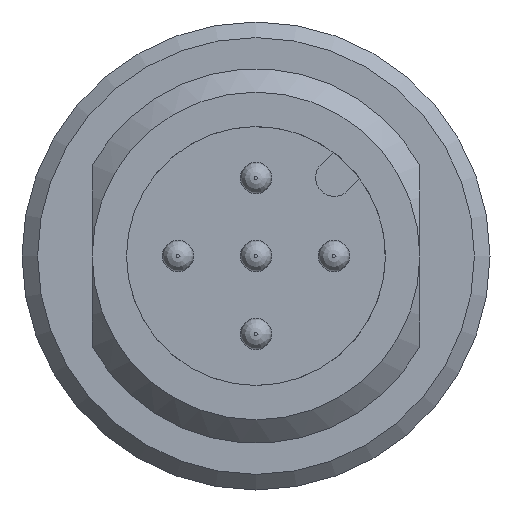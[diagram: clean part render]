
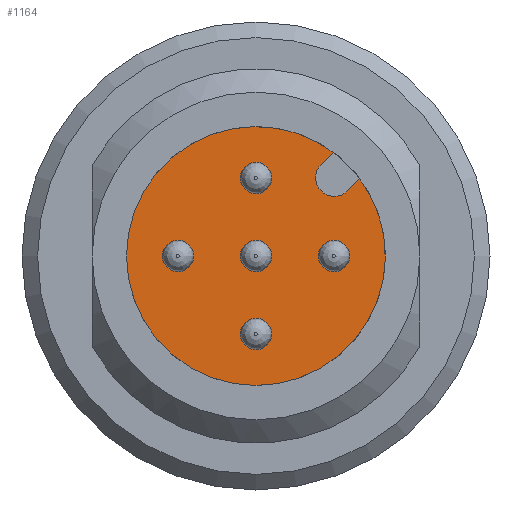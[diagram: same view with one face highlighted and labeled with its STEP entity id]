
A CAD part, left-side view. The second image highlights one B-rep face of the part: STEP entity #1164.
In plain terms, the highlighted planar face has unit normal (-1, 0, 0).
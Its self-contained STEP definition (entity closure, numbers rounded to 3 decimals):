
#566=CARTESIAN_POINT('',(-7.2,-3.0,0.));
#567=VERTEX_POINT('',#566);
#568=CARTESIAN_POINT('',(-7.2,-2.5,0.));
#569=DIRECTION('',(1.0,0.0,0.0));
#570=DIRECTION('',(0.0,1.0,0.0));
#571=AXIS2_PLACEMENT_3D('',#568,#569,#570);
#572=CIRCLE('',#571,0.5);
#573=EDGE_CURVE('',#567,#567,#572,.T.);
#671=CARTESIAN_POINT('',(-7.2,-0.5,-2.5));
#672=VERTEX_POINT('',#671);
#673=CARTESIAN_POINT('',(-7.2,0.,-2.5));
#674=DIRECTION('',(1.0,0.0,0.0));
#675=DIRECTION('',(0.0,1.0,0.0));
#676=AXIS2_PLACEMENT_3D('',#673,#674,#675);
#677=CIRCLE('',#676,0.5);
#678=EDGE_CURVE('',#672,#672,#677,.T.);
#776=CARTESIAN_POINT('',(-7.2,-0.5,0.));
#777=VERTEX_POINT('',#776);
#778=CARTESIAN_POINT('',(-7.2,0.0,0.0));
#779=DIRECTION('',(1.0,0.0,0.0));
#780=DIRECTION('',(0.0,1.0,0.0));
#781=AXIS2_PLACEMENT_3D('',#778,#779,#780);
#782=CIRCLE('',#781,0.5);
#783=EDGE_CURVE('',#777,#777,#782,.T.);
#881=CARTESIAN_POINT('',(-7.2,-0.5,2.5));
#882=VERTEX_POINT('',#881);
#883=CARTESIAN_POINT('',(-7.2,0.,2.5));
#884=DIRECTION('',(1.0,0.0,0.0));
#885=DIRECTION('',(0.0,1.0,0.0));
#886=AXIS2_PLACEMENT_3D('',#883,#884,#885);
#887=CIRCLE('',#886,0.5);
#888=EDGE_CURVE('',#882,#882,#887,.T.);
#986=CARTESIAN_POINT('',(-7.2,2.0,0.));
#987=VERTEX_POINT('',#986);
#988=CARTESIAN_POINT('',(-7.2,2.5,0.));
#989=DIRECTION('',(1.0,0.0,0.0));
#990=DIRECTION('',(0.0,1.0,0.0));
#991=AXIS2_PLACEMENT_3D('',#988,#989,#990);
#992=CIRCLE('',#991,0.5);
#993=EDGE_CURVE('',#987,#987,#992,.T.);
#1025=CARTESIAN_POINT('',(-7.2,-2.479,3.328));
#1026=VERTEX_POINT('',#1025);
#1033=CARTESIAN_POINT('',(-7.2,-2.086,2.934));
#1034=VERTEX_POINT('',#1033);
#1035=CARTESIAN_POINT('',(-7.2,-2.086,2.934));
#1036=DIRECTION('',(0.0,-0.707,0.707));
#1037=VECTOR('',#1036,0.556);
#1038=LINE('',#1035,#1037);
#1039=EDGE_CURVE('',#1034,#1026,#1038,.T.);
#1065=CARTESIAN_POINT('',(-7.2,-2.934,2.086));
#1066=VERTEX_POINT('',#1065);
#1073=CARTESIAN_POINT('',(-7.2,-3.328,2.479));
#1074=VERTEX_POINT('',#1073);
#1075=CARTESIAN_POINT('',(-7.2,-3.328,2.479));
#1076=DIRECTION('',(0.0,0.707,-0.707));
#1077=VECTOR('',#1076,0.556);
#1078=LINE('',#1075,#1077);
#1079=EDGE_CURVE('',#1074,#1066,#1078,.T.);
#1103=CARTESIAN_POINT('',(-7.2,-2.51,2.51));
#1104=DIRECTION('',(1.0,0.0,0.0));
#1105=DIRECTION('',(0.0,0.707,0.707));
#1106=AXIS2_PLACEMENT_3D('',#1103,#1104,#1105);
#1107=CIRCLE('',#1106,0.6);
#1108=EDGE_CURVE('',#1066,#1034,#1107,.T.);
#1132=CARTESIAN_POINT('',(-7.2,2.075,0.));
#1133=DIRECTION('',(-1.0,0.0,0.0));
#1134=DIRECTION('',(0.0,0.0,-1.0));
#1135=AXIS2_PLACEMENT_3D('',#1132,#1133,#1134);
#1136=PLANE('',#1135);
#1137=ORIENTED_EDGE('',*,*,#1079,.T.);
#1138=ORIENTED_EDGE('',*,*,#1108,.T.);
#1139=ORIENTED_EDGE('',*,*,#1039,.T.);
#1140=CARTESIAN_POINT('',(-7.2,0.0,0.0));
#1141=DIRECTION('',(-1.0,0.0,0.0));
#1142=DIRECTION('',(0.0,1.0,0.0));
#1143=AXIS2_PLACEMENT_3D('',#1140,#1141,#1142);
#1144=CIRCLE('',#1143,4.15);
#1145=EDGE_CURVE('',#1026,#1074,#1144,.T.);
#1146=ORIENTED_EDGE('',*,*,#1145,.T.);
#1147=EDGE_LOOP('',(#1137,#1138,#1139,#1146));
#1148=FACE_OUTER_BOUND('',#1147,.T.);
#1149=ORIENTED_EDGE('',*,*,#993,.T.);
#1150=EDGE_LOOP('',(#1149));
#1151=FACE_BOUND('',#1150,.T.);
#1152=ORIENTED_EDGE('',*,*,#888,.T.);
#1153=EDGE_LOOP('',(#1152));
#1154=FACE_BOUND('',#1153,.T.);
#1155=ORIENTED_EDGE('',*,*,#783,.T.);
#1156=EDGE_LOOP('',(#1155));
#1157=FACE_BOUND('',#1156,.T.);
#1158=ORIENTED_EDGE('',*,*,#573,.T.);
#1159=EDGE_LOOP('',(#1158));
#1160=FACE_BOUND('',#1159,.T.);
#1161=ORIENTED_EDGE('',*,*,#678,.T.);
#1162=EDGE_LOOP('',(#1161));
#1163=FACE_BOUND('',#1162,.T.);
#1164=ADVANCED_FACE('',(#1148,#1151,#1154,#1157,#1160,#1163),#1136,.T.);
